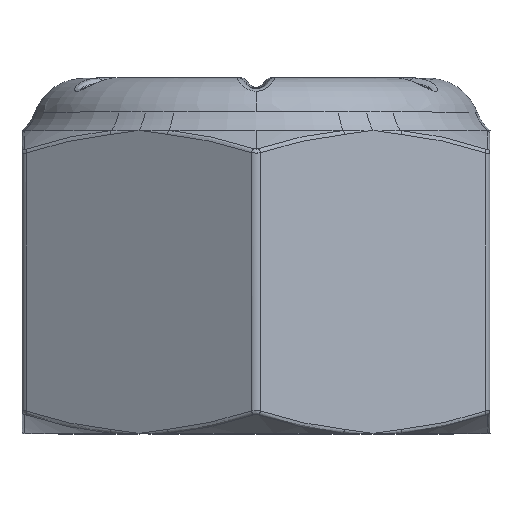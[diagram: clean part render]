
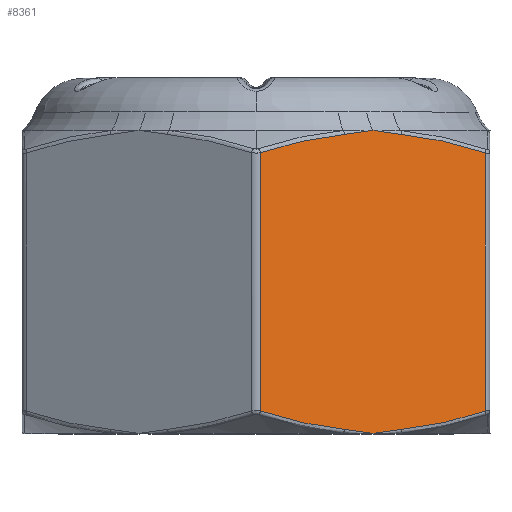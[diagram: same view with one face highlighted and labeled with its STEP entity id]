
A CAD part, top view. The second image highlights one B-rep face of the part: STEP entity #8361.
In plain terms, the highlighted planar face has unit normal (0.5, 0, 0.866).
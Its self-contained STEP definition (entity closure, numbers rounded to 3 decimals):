
#102 = EDGE_LOOP ( 'NONE', ( #7567, #8421, #1938, #1000, #189, #7426, #6770, #8733, #647, #5805 ) ) ;
#112 = PLANE ( 'NONE',  #509 ) ;
#189 = ORIENTED_EDGE ( 'NONE', *, *, #1090, .T. ) ;
#200 = B_SPLINE_CURVE_WITH_KNOTS ( 'NONE', 3,
 ( #6942, #4027, #3333, #8356, #6914, #3363, #4836, #2684, #6965, #6999 ),
 .UNSPECIFIED., .F., .F.,
 ( 4, 3, 3, 4 ),
 ( 0., 0., 0., 0. ),
 .UNSPECIFIED. ) ;
#330 = CARTESIAN_POINT ( 'NONE',  ( 0.344, -1.757, 2.688 ) ) ;
#431 = CARTESIAN_POINT ( 'NONE',  ( 1.25, -1.9, 2.165 ) ) ;
#509 = AXIS2_PLACEMENT_3D ( 'NONE', #1573, #2301, #4425 ) ;
#647 = ORIENTED_EDGE ( 'NONE', *, *, #2491, .T. ) ;
#697 = CARTESIAN_POINT ( 'NONE',  ( 0.05, -1.661, 2.858 ) ) ;
#838 = EDGE_CURVE ( 'NONE', #5537, #8295, #4445, .T. ) ;
#1000 = ORIENTED_EDGE ( 'NONE', *, *, #8567, .T. ) ;
#1034 = CARTESIAN_POINT ( 'NONE',  ( 0.946, 1.294, 2.341 ) ) ;
#1090 = EDGE_CURVE ( 'NONE', #6579, #6861, #3123, .T. ) ;
#1155 = CARTESIAN_POINT ( 'NONE',  ( 1.398, -1.876, 2.08 ) ) ;
#1187 = CARTESIAN_POINT ( 'NONE',  ( 1.256, -1.899, 2.162 ) ) ;
#1256 = B_SPLINE_CURVE_WITH_KNOTS ( 'NONE', 3,
 ( #697, #330, #5442, #6228 ),
 .UNSPECIFIED., .F., .F.,
 ( 4, 4 ),
 ( 0., 0.001 ),
 .UNSPECIFIED. ) ;
#1348 = CARTESIAN_POINT ( 'NONE',  ( 1.247, -1.9, 2.167 ) ) ;
#1379 = CARTESIAN_POINT ( 'NONE',  ( 1.004, -1.863, 2.307 ) ) ;
#1444 = CARTESIAN_POINT ( 'NONE',  ( 0.975, -1.859, 2.324 ) ) ;
#1453 = VERTEX_POINT ( 'NONE', #4390 ) ;
#1454 = DIRECTION ( 'NONE',  ( 0., 1., 0. ) ) ;
#1514 = CARTESIAN_POINT ( 'NONE',  ( 1.496, 1.3, 2.023 ) ) ;
#1548 = CARTESIAN_POINT ( 'NONE',  ( 1.328, 1.325, 2.12 ) ) ;
#1573 = CARTESIAN_POINT ( 'NONE',  ( 2.5, 1.9, 1.443 ) ) ;
#1589 = EDGE_CURVE ( 'NONE', #1453, #8559, #6335, .T. ) ;
#1894 = CARTESIAN_POINT ( 'NONE',  ( 1.468, -1.867, 2.039 ) ) ;
#1938 = ORIENTED_EDGE ( 'NONE', *, *, #4159, .T. ) ;
#1956 = CARTESIAN_POINT ( 'NONE',  ( 0.641, 1.265, 2.516 ) ) ;
#2150 = CARTESIAN_POINT ( 'NONE',  ( 1.244, -1.899, 2.168 ) ) ;
#2254 = CARTESIAN_POINT ( 'NONE',  ( 1.554, -1.857, 1.99 ) ) ;
#2301 = DIRECTION ( 'NONE',  ( -0.5, 0., -0.866 ) ) ;
#2491 = EDGE_CURVE ( 'NONE', #7912, #5766, #200, .T. ) ;
#2636 = CARTESIAN_POINT ( 'NONE',  ( 0.05, 1.9, 2.858 ) ) ;
#2684 = CARTESIAN_POINT ( 'NONE',  ( 1.004, 1.3, 2.307 ) ) ;
#3123 = B_SPLINE_CURVE_WITH_KNOTS ( 'NONE', 3,
 ( #6634, #8746, #3758, #5855 ),
 .UNSPECIFIED., .F., .F.,
 ( 4, 4 ),
 ( 0., 0.001 ),
 .UNSPECIFIED. ) ;
#3252 = CARTESIAN_POINT ( 'NONE',  ( 2.45, 1.098, 1.472 ) ) ;
#3284 = CARTESIAN_POINT ( 'NONE',  ( 1.554, 1.294, 1.99 ) ) ;
#3333 = CARTESIAN_POINT ( 'NONE',  ( 1.244, 1.337, 2.168 ) ) ;
#3363 = CARTESIAN_POINT ( 'NONE',  ( 1.102, 1.313, 2.25 ) ) ;
#3433 = CARTESIAN_POINT ( 'NONE',  ( 1.258, -1.899, 2.16 ) ) ;
#3460 = CARTESIAN_POINT ( 'NONE',  ( 1.525, 1.297, 2.006 ) ) ;
#3461 = CARTESIAN_POINT ( 'NONE',  ( 2.45, 1.9, 1.472 ) ) ;
#3548 = CARTESIAN_POINT ( 'NONE',  ( 1.172, -1.887, 2.21 ) ) ;
#3614 = CARTESIAN_POINT ( 'NONE',  ( 1.242, -1.899, 2.17 ) ) ;
#3680 = CARTESIAN_POINT ( 'NONE',  ( 1.032, -1.867, 2.291 ) ) ;
#3721 = CARTESIAN_POINT ( 'NONE',  ( 1.256, 1.337, 2.162 ) ) ;
#3758 = CARTESIAN_POINT ( 'NONE',  ( 2.156, -1.757, 1.642 ) ) ;
#3771 = LINE ( 'NONE', #3461, #5480 ) ;
#3822 = EDGE_CURVE ( 'NONE', #6861, #5537, #3771, .T. ) ;
#4027 = CARTESIAN_POINT ( 'NONE',  ( 1.247, 1.337, 2.167 ) ) ;
#4102 = CARTESIAN_POINT ( 'NONE',  ( 1.328, -1.887, 2.12 ) ) ;
#4159 = EDGE_CURVE ( 'NONE', #4355, #7972, #6056, .T. ) ;
#4355 = VERTEX_POINT ( 'NONE', #4603 ) ;
#4390 = CARTESIAN_POINT ( 'NONE',  ( 0.05, 1.098, 2.858 ) ) ;
#4398 = CARTESIAN_POINT ( 'NONE',  ( 1.25, 1.337, 2.165 ) ) ;
#4425 = DIRECTION ( 'NONE',  ( -0.866, 0., 0.5 ) ) ;
#4433 = CARTESIAN_POINT ( 'NONE',  ( 1.258, 1.336, 2.16 ) ) ;
#4445 = B_SPLINE_CURVE_WITH_KNOTS ( 'NONE', 3,
 ( #3252, #9111, #6860, #3284 ),
 .UNSPECIFIED., .F., .F.,
 ( 4, 4 ),
 ( 0., 0.001 ),
 .UNSPECIFIED. ) ;
#4603 = CARTESIAN_POINT ( 'NONE',  ( 0.946, -1.857, 2.341 ) ) ;
#4836 = CARTESIAN_POINT ( 'NONE',  ( 1.032, 1.304, 2.291 ) ) ;
#5106 = CARTESIAN_POINT ( 'NONE',  ( 1.468, 1.304, 2.039 ) ) ;
#5442 = CARTESIAN_POINT ( 'NONE',  ( 0.641, -1.828, 2.516 ) ) ;
#5446 = VECTOR ( 'NONE', #8435, 1000. ) ;
#5480 = VECTOR ( 'NONE', #1454, 1000. ) ;
#5524 = FACE_OUTER_BOUND ( 'NONE', #102, .T. ) ;
#5537 = VERTEX_POINT ( 'NONE', #8983 ) ;
#5540 = B_SPLINE_CURVE_WITH_KNOTS ( 'NONE', 3,
 ( #1034, #1956, #5634, #7636 ),
 .UNSPECIFIED., .F., .F.,
 ( 4, 4 ),
 ( 0., 0.001 ),
 .UNSPECIFIED. ) ;
#5605 = CARTESIAN_POINT ( 'NONE',  ( 1.554, -1.857, 1.99 ) ) ;
#5634 = CARTESIAN_POINT ( 'NONE',  ( 0.344, 1.194, 2.688 ) ) ;
#5766 = VERTEX_POINT ( 'NONE', #5863 ) ;
#5805 = ORIENTED_EDGE ( 'NONE', *, *, #8512, .T. ) ;
#5820 = CARTESIAN_POINT ( 'NONE',  ( 0.946, -1.857, 2.341 ) ) ;
#5855 = CARTESIAN_POINT ( 'NONE',  ( 2.45, -1.661, 1.472 ) ) ;
#5863 = CARTESIAN_POINT ( 'NONE',  ( 0.946, 1.294, 2.341 ) ) ;
#5921 = CARTESIAN_POINT ( 'NONE',  ( 1.398, 1.313, 2.08 ) ) ;
#6056 = B_SPLINE_CURVE_WITH_KNOTS ( 'NONE', 3,
 ( #5820, #1444, #1379, #3680, #7227, #3548, #3614, #2150, #1348, #7951 ),
 .UNSPECIFIED., .F., .F.,
 ( 4, 3, 3, 4 ),
 ( 0., 0., 0., 0. ),
 .UNSPECIFIED. ) ;
#6148 = CARTESIAN_POINT ( 'NONE',  ( 1.25, 1.337, 2.165 ) ) ;
#6228 = CARTESIAN_POINT ( 'NONE',  ( 0.946, -1.857, 2.341 ) ) ;
#6335 = LINE ( 'NONE', #2636, #5446 ) ;
#6436 = CARTESIAN_POINT ( 'NONE',  ( 2.45, -1.661, 1.472 ) ) ;
#6579 = VERTEX_POINT ( 'NONE', #2254 ) ;
#6634 = CARTESIAN_POINT ( 'NONE',  ( 1.554, -1.857, 1.99 ) ) ;
#6770 = ORIENTED_EDGE ( 'NONE', *, *, #838, .T. ) ;
#6860 = CARTESIAN_POINT ( 'NONE',  ( 1.859, 1.265, 1.814 ) ) ;
#6861 = VERTEX_POINT ( 'NONE', #6436 ) ;
#6914 = CARTESIAN_POINT ( 'NONE',  ( 1.172, 1.325, 2.21 ) ) ;
#6942 = CARTESIAN_POINT ( 'NONE',  ( 1.25, 1.337, 2.165 ) ) ;
#6965 = CARTESIAN_POINT ( 'NONE',  ( 0.975, 1.297, 2.324 ) ) ;
#6999 = CARTESIAN_POINT ( 'NONE',  ( 0.946, 1.294, 2.341 ) ) ;
#7227 = CARTESIAN_POINT ( 'NONE',  ( 1.102, -1.876, 2.25 ) ) ;
#7426 = ORIENTED_EDGE ( 'NONE', *, *, #3822, .T. ) ;
#7567 = ORIENTED_EDGE ( 'NONE', *, *, #1589, .T. ) ;
#7636 = CARTESIAN_POINT ( 'NONE',  ( 0.05, 1.098, 2.858 ) ) ;
#7762 = CARTESIAN_POINT ( 'NONE',  ( 1.25, -1.9, 2.165 ) ) ;
#7912 = VERTEX_POINT ( 'NONE', #6148 ) ;
#7951 = CARTESIAN_POINT ( 'NONE',  ( 1.25, -1.9, 2.165 ) ) ;
#7972 = VERTEX_POINT ( 'NONE', #431 ) ;
#8102 = EDGE_CURVE ( 'NONE', #8559, #4355, #1256, .T. ) ;
#8295 = VERTEX_POINT ( 'NONE', #9260 ) ;
#8356 = CARTESIAN_POINT ( 'NONE',  ( 1.242, 1.336, 2.17 ) ) ;
#8361 = ADVANCED_FACE ( 'NONE', ( #5524 ), #112, .F. ) ;
#8420 = CARTESIAN_POINT ( 'NONE',  ( 0.05, -1.661, 2.858 ) ) ;
#8421 = ORIENTED_EDGE ( 'NONE', *, *, #8102, .T. ) ;
#8435 = DIRECTION ( 'NONE',  ( 0., -1., 0. ) ) ;
#8455 = CARTESIAN_POINT ( 'NONE',  ( 1.253, -1.9, 2.163 ) ) ;
#8512 = EDGE_CURVE ( 'NONE', #5766, #1453, #5540, .T. ) ;
#8559 = VERTEX_POINT ( 'NONE', #8420 ) ;
#8567 = EDGE_CURVE ( 'NONE', #7972, #6579, #9171, .T. ) ;
#8701 = EDGE_CURVE ( 'NONE', #8295, #7912, #9045, .T. ) ;
#8719 = CARTESIAN_POINT ( 'NONE',  ( 1.253, 1.337, 2.163 ) ) ;
#8733 = ORIENTED_EDGE ( 'NONE', *, *, #8701, .T. ) ;
#8746 = CARTESIAN_POINT ( 'NONE',  ( 1.859, -1.828, 1.814 ) ) ;
#8983 = CARTESIAN_POINT ( 'NONE',  ( 2.45, 1.098, 1.472 ) ) ;
#9045 = B_SPLINE_CURVE_WITH_KNOTS ( 'NONE', 3,
 ( #9331, #3460, #1514, #5106, #5921, #1548, #4433, #3721, #8719, #4398 ),
 .UNSPECIFIED., .F., .F.,
 ( 4, 3, 3, 4 ),
 ( 0., 0., 0., 0. ),
 .UNSPECIFIED. ) ;
#9111 = CARTESIAN_POINT ( 'NONE',  ( 2.156, 1.194, 1.642 ) ) ;
#9137 = CARTESIAN_POINT ( 'NONE',  ( 1.496, -1.863, 2.023 ) ) ;
#9171 = B_SPLINE_CURVE_WITH_KNOTS ( 'NONE', 3,
 ( #7762, #8455, #1187, #3433, #4102, #1155, #1894, #9137, #9231, #5605 ),
 .UNSPECIFIED., .F., .F.,
 ( 4, 3, 3, 4 ),
 ( 0., 0., 0., 0. ),
 .UNSPECIFIED. ) ;
#9231 = CARTESIAN_POINT ( 'NONE',  ( 1.525, -1.859, 2.006 ) ) ;
#9260 = CARTESIAN_POINT ( 'NONE',  ( 1.554, 1.294, 1.99 ) ) ;
#9331 = CARTESIAN_POINT ( 'NONE',  ( 1.554, 1.294, 1.99 ) ) ;
